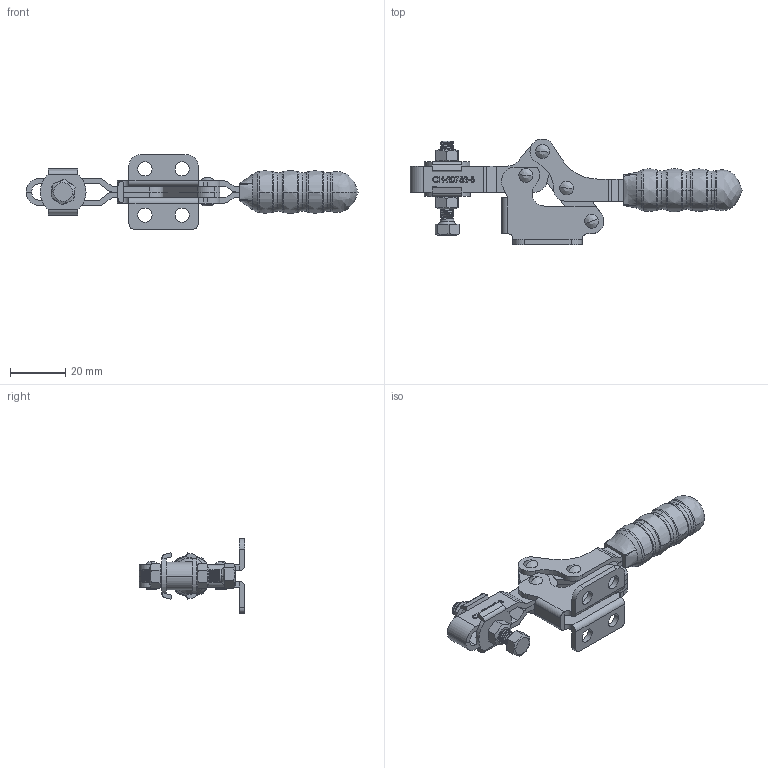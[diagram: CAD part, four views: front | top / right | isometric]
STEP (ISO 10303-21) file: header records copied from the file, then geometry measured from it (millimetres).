
FILE_DESCRIPTION (( 'STEP AP203' ), '1' );
FILE_NAME ('CH-20752-B.STEP', '2010-06-04T01:10:52', ( '·L?¥Î?' ), ( '·L?¤¤?' ), 'SwSTEP 2.0', 'SolidWorks 2005179', '' );
FILE_SCHEMA (( 'CONFIG_CONTROL_DESIGN' ));
Length unit declared in the file: millimetre
Products named in the file (10): FW140_??; 20752-B-05_??; CH-20752-B; ??_??; 20752-B-03_??; 20752-B-04_??; 20752-B-02_??; 20752-B_??; 053008_??; M5_??
Assembly tree (15 placements, depth 2):
  CH-20752-B
    20752-B-03_??
    M5_??  x2
    20752-B-05_??  x4
    FW140_??  x2
    20752-B-04_??  x2
    ??_??
    053008_??
    20752-B_??
    20752-B-02_??
Bounding box: 120.11 x 38.2 x 27 mm (x, y, z)
Volume: 16176.8 mm3; surface area: 17610.2 mm2
Topology: 17 solids, 17 shells, 812 faces, 2181 edges, 1415 vertices
Faces by surface type: plane 297, cylinder 231, bspline 209, torus 52, cone 23
Entity records: 43987 total; most frequent: CARTESIAN_POINT 26365, ORIENTED_EDGE 3850, DIRECTION 2739, EDGE_CURVE 1925, VERTEX_POINT 1267, VECTOR 1009, LINE 1009, AXIS2_PLACEMENT_3D 865
